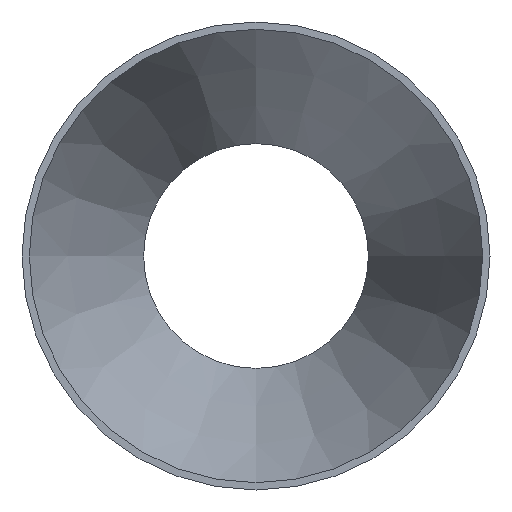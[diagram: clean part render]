
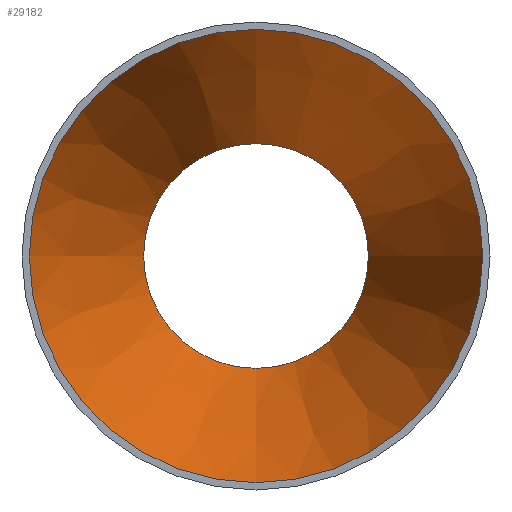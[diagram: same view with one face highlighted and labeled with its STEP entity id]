
A CAD part, front view. The second image highlights one B-rep face of the part: STEP entity #29182.
In plain terms, the highlighted conical face has half-angle 20.528 degrees and reference radius 132.229 mm.
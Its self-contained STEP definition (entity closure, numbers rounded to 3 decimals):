
#1115 = CARTESIAN_POINT ( 'NONE',  ( 0., 178., -65.579 ) ) ;
#2979 = EDGE_CURVE ( 'NONE', #12973, #12973, #24066, .T. ) ;
#7436 = DIRECTION ( 'NONE',  ( 0., 0., -1. ) ) ;
#8984 = CARTESIAN_POINT ( 'NONE',  ( 0., 0., 0. ) ) ;
#10553 = AXIS2_PLACEMENT_3D ( 'NONE', #8984, #11804, #18521 ) ;
#10611 = CONICAL_SURFACE ( 'NONE', #11127, 132.229, 0.358 ) ;
#10955 = DIRECTION ( 'NONE',  ( 0., -1., 0. ) ) ;
#11127 = AXIS2_PLACEMENT_3D ( 'NONE', #15643, #10955, #20499 ) ;
#11804 = DIRECTION ( 'NONE',  ( 0., -1., 0. ) ) ;
#12833 = FACE_BOUND ( 'NONE', #29214, .T. ) ;
#12973 = VERTEX_POINT ( 'NONE', #25360 ) ;
#15643 = CARTESIAN_POINT ( 'NONE',  ( 0., 0., 0. ) ) ;
#17206 = EDGE_CURVE ( 'NONE', #22695, #22695, #30943, .T. ) ;
#17357 = ORIENTED_EDGE ( 'NONE', *, *, #17206, .F. ) ;
#17648 = ORIENTED_EDGE ( 'NONE', *, *, #2979, .T. ) ;
#18521 = DIRECTION ( 'NONE',  ( 0., 0., -1. ) ) ;
#19330 = CARTESIAN_POINT ( 'NONE',  ( 0., 178., 0. ) ) ;
#20499 = DIRECTION ( 'NONE',  ( 0., 0., -1. ) ) ;
#21929 = AXIS2_PLACEMENT_3D ( 'NONE', #19330, #28933, #7436 ) ;
#22394 = FACE_OUTER_BOUND ( 'NONE', #25678, .T. ) ;
#22695 = VERTEX_POINT ( 'NONE', #1115 ) ;
#24066 = CIRCLE ( 'NONE', #10553, 132.229 ) ;
#25360 = CARTESIAN_POINT ( 'NONE',  ( 0., 0., -132.229 ) ) ;
#25678 = EDGE_LOOP ( 'NONE', ( #17648 ) ) ;
#28933 = DIRECTION ( 'NONE',  ( 0., -1., 0. ) ) ;
#29182 = ADVANCED_FACE ( 'NONE', ( #12833, #22394 ), #10611, .F. ) ;
#29214 = EDGE_LOOP ( 'NONE', ( #17357 ) ) ;
#30943 = CIRCLE ( 'NONE', #21929, 65.579 ) ;
